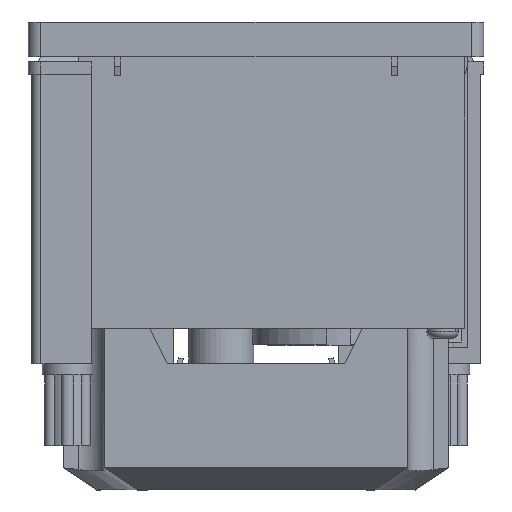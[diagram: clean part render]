
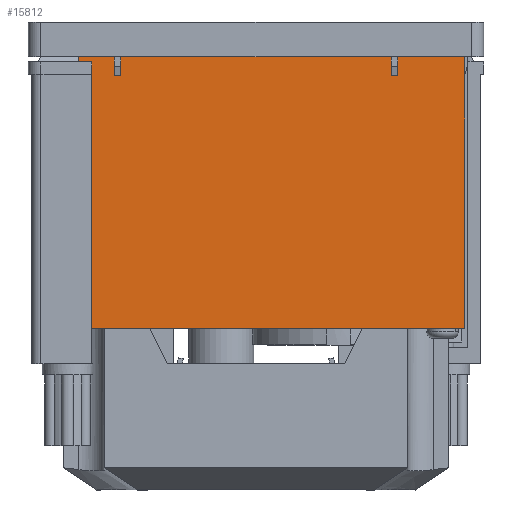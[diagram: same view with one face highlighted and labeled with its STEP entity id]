
A CAD part, front view. The second image highlights one B-rep face of the part: STEP entity #15812.
In plain terms, the highlighted planar face has unit normal (0, -1, 0).
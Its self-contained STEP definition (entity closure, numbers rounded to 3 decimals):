
#51 = DIRECTION ( 'NONE',  ( 0., 0., 1. ) ) ;
#224 = ORIENTED_EDGE ( 'NONE', *, *, #10097, .F. ) ;
#361 = LINE ( 'NONE', #5129, #17490 ) ;
#518 = PLANE ( 'NONE',  #10703 ) ;
#544 = LINE ( 'NONE', #5215, #7397 ) ;
#795 = ORIENTED_EDGE ( 'NONE', *, *, #10789, .F. ) ;
#989 = CARTESIAN_POINT ( 'NONE',  ( 22.4, -33., -8.5 ) ) ;
#1053 = VECTOR ( 'NONE', #51, 1000. ) ;
#1225 = CARTESIAN_POINT ( 'NONE',  ( 22.4, -33., -8.5 ) ) ;
#1271 = VERTEX_POINT ( 'NONE', #13649 ) ;
#1413 = CARTESIAN_POINT ( 'NONE',  ( -21.4, -33., -8.5 ) ) ;
#1469 = LINE ( 'NONE', #1413, #1053 ) ;
#1873 = VECTOR ( 'NONE', #13355, 1000. ) ;
#1874 = DIRECTION ( 'NONE',  ( 0., 0., 1. ) ) ;
#1933 = EDGE_CURVE ( 'NONE', #16660, #11017, #1469, .T. ) ;
#3210 = VERTEX_POINT ( 'NONE', #6906 ) ;
#3299 = CARTESIAN_POINT ( 'NONE',  ( -21.4, -33., -5.5 ) ) ;
#3350 = EDGE_CURVE ( 'NONE', #1271, #12349, #3743, .T. ) ;
#3376 = EDGE_CURVE ( 'NONE', #12440, #16660, #13958, .T. ) ;
#3743 = LINE ( 'NONE', #10043, #10675 ) ;
#4001 = ORIENTED_EDGE ( 'NONE', *, *, #5811, .T. ) ;
#4684 = VERTEX_POINT ( 'NONE', #8333 ) ;
#4743 = VECTOR ( 'NONE', #14511, 1000. ) ;
#4878 = DIRECTION ( 'NONE',  ( 0., 0., 1. ) ) ;
#4948 = CARTESIAN_POINT ( 'NONE',  ( 33., -33., -5.5 ) ) ;
#5061 = ORIENTED_EDGE ( 'NONE', *, *, #5764, .T. ) ;
#5093 = EDGE_CURVE ( 'NONE', #12440, #15602, #12600, .T. ) ;
#5105 = LINE ( 'NONE', #7768, #1873 ) ;
#5129 = CARTESIAN_POINT ( 'NONE',  ( 36., -33., -48.5 ) ) ;
#5215 = CARTESIAN_POINT ( 'NONE',  ( 36., -33., -5.5 ) ) ;
#5395 = CARTESIAN_POINT ( 'NONE',  ( -33., -33., -5.5 ) ) ;
#5713 = VERTEX_POINT ( 'NONE', #6165 ) ;
#5764 = EDGE_CURVE ( 'NONE', #1271, #3210, #6404, .T. ) ;
#5811 = EDGE_CURVE ( 'NONE', #15602, #13862, #5105, .T. ) ;
#5972 = VECTOR ( 'NONE', #4878, 1000. ) ;
#5993 = CARTESIAN_POINT ( 'NONE',  ( -22.4, -33., -8.5 ) ) ;
#6163 = LINE ( 'NONE', #15717, #6597 ) ;
#6165 = CARTESIAN_POINT ( 'NONE',  ( -33., -33., -48.5 ) ) ;
#6202 = DIRECTION ( 'NONE',  ( 0., 0., -1. ) ) ;
#6249 = CARTESIAN_POINT ( 'NONE',  ( 36., -33., -5.5 ) ) ;
#6258 = EDGE_CURVE ( 'NONE', #13862, #5713, #6163, .T. ) ;
#6404 = LINE ( 'NONE', #16994, #5972 ) ;
#6594 = ORIENTED_EDGE ( 'NONE', *, *, #3350, .F. ) ;
#6597 = VECTOR ( 'NONE', #6202, 1000. ) ;
#6602 = DIRECTION ( 'NONE',  ( -1., 0., 0. ) ) ;
#6906 = CARTESIAN_POINT ( 'NONE',  ( 21.4, -33., -5.5 ) ) ;
#7061 = CARTESIAN_POINT ( 'NONE',  ( -22.4, -33., -5.5 ) ) ;
#7282 = EDGE_CURVE ( 'NONE', #4684, #5713, #361, .T. ) ;
#7350 = CARTESIAN_POINT ( 'NONE',  ( 36., -33., -5.5 ) ) ;
#7374 = DIRECTION ( 'NONE',  ( 1., 0., 0. ) ) ;
#7397 = VECTOR ( 'NONE', #6602, 1000. ) ;
#7768 = CARTESIAN_POINT ( 'NONE',  ( 36., -33., -5.5 ) ) ;
#7838 = EDGE_CURVE ( 'NONE', #14796, #17108, #544, .T. ) ;
#8203 = ORIENTED_EDGE ( 'NONE', *, *, #6258, .T. ) ;
#8333 = CARTESIAN_POINT ( 'NONE',  ( 33., -33., -48.5 ) ) ;
#8745 = CARTESIAN_POINT ( 'NONE',  ( 33., -33., 60.568 ) ) ;
#8840 = VECTOR ( 'NONE', #16279, 1000. ) ;
#9084 = EDGE_CURVE ( 'NONE', #3210, #11017, #15639, .T. ) ;
#9085 = ORIENTED_EDGE ( 'NONE', *, *, #7282, .F. ) ;
#9577 = EDGE_LOOP ( 'NONE', ( #795, #6594, #5061, #10540, #11275, #12431, #14440, #4001, #8203, #9085, #224, #15072 ) ) ;
#9667 = VECTOR ( 'NONE', #12945, 1000. ) ;
#10043 = CARTESIAN_POINT ( 'NONE',  ( 22.4, -33., -8.5 ) ) ;
#10097 = EDGE_CURVE ( 'NONE', #14796, #4684, #13841, .T. ) ;
#10130 = DIRECTION ( 'NONE',  ( 0., 1., 0. ) ) ;
#10540 = ORIENTED_EDGE ( 'NONE', *, *, #9084, .T. ) ;
#10675 = VECTOR ( 'NONE', #11452, 1000. ) ;
#10703 = AXIS2_PLACEMENT_3D ( 'NONE', #7350, #10130, #1874 ) ;
#10789 = EDGE_CURVE ( 'NONE', #12349, #17108, #12708, .T. ) ;
#11017 = VERTEX_POINT ( 'NONE', #3299 ) ;
#11275 = ORIENTED_EDGE ( 'NONE', *, *, #1933, .F. ) ;
#11452 = DIRECTION ( 'NONE',  ( 1., 0., 0. ) ) ;
#12249 = VECTOR ( 'NONE', #14952, 1000. ) ;
#12349 = VERTEX_POINT ( 'NONE', #989 ) ;
#12353 = CARTESIAN_POINT ( 'NONE',  ( -22.4, -33., -8.5 ) ) ;
#12431 = ORIENTED_EDGE ( 'NONE', *, *, #3376, .F. ) ;
#12440 = VERTEX_POINT ( 'NONE', #17473 ) ;
#12561 = FACE_OUTER_BOUND ( 'NONE', #9577, .T. ) ;
#12600 = LINE ( 'NONE', #12353, #8840 ) ;
#12708 = LINE ( 'NONE', #1225, #12249 ) ;
#12945 = DIRECTION ( 'NONE',  ( 0., 0., -1. ) ) ;
#13355 = DIRECTION ( 'NONE',  ( -1., 0., 0. ) ) ;
#13649 = CARTESIAN_POINT ( 'NONE',  ( 21.4, -33., -8.5 ) ) ;
#13841 = LINE ( 'NONE', #8745, #9667 ) ;
#13862 = VERTEX_POINT ( 'NONE', #5395 ) ;
#13958 = LINE ( 'NONE', #5993, #16889 ) ;
#14440 = ORIENTED_EDGE ( 'NONE', *, *, #5093, .T. ) ;
#14511 = DIRECTION ( 'NONE',  ( -1., 0., 0. ) ) ;
#14796 = VERTEX_POINT ( 'NONE', #4948 ) ;
#14952 = DIRECTION ( 'NONE',  ( 0., 0., 1. ) ) ;
#15072 = ORIENTED_EDGE ( 'NONE', *, *, #7838, .T. ) ;
#15602 = VERTEX_POINT ( 'NONE', #7061 ) ;
#15639 = LINE ( 'NONE', #6249, #4743 ) ;
#15717 = CARTESIAN_POINT ( 'NONE',  ( -33., -33., 60.568 ) ) ;
#15812 = ADVANCED_FACE ( 'NONE', ( #12561 ), #518, .F. ) ;
#16007 = DIRECTION ( 'NONE',  ( -1., 0., 0. ) ) ;
#16279 = DIRECTION ( 'NONE',  ( 0., 0., 1. ) ) ;
#16484 = CARTESIAN_POINT ( 'NONE',  ( -21.4, -33., -8.5 ) ) ;
#16660 = VERTEX_POINT ( 'NONE', #16484 ) ;
#16860 = CARTESIAN_POINT ( 'NONE',  ( 22.4, -33., -5.5 ) ) ;
#16889 = VECTOR ( 'NONE', #7374, 1000. ) ;
#16994 = CARTESIAN_POINT ( 'NONE',  ( 21.4, -33., -8.5 ) ) ;
#17108 = VERTEX_POINT ( 'NONE', #16860 ) ;
#17473 = CARTESIAN_POINT ( 'NONE',  ( -22.4, -33., -8.5 ) ) ;
#17490 = VECTOR ( 'NONE', #16007, 1000. ) ;
